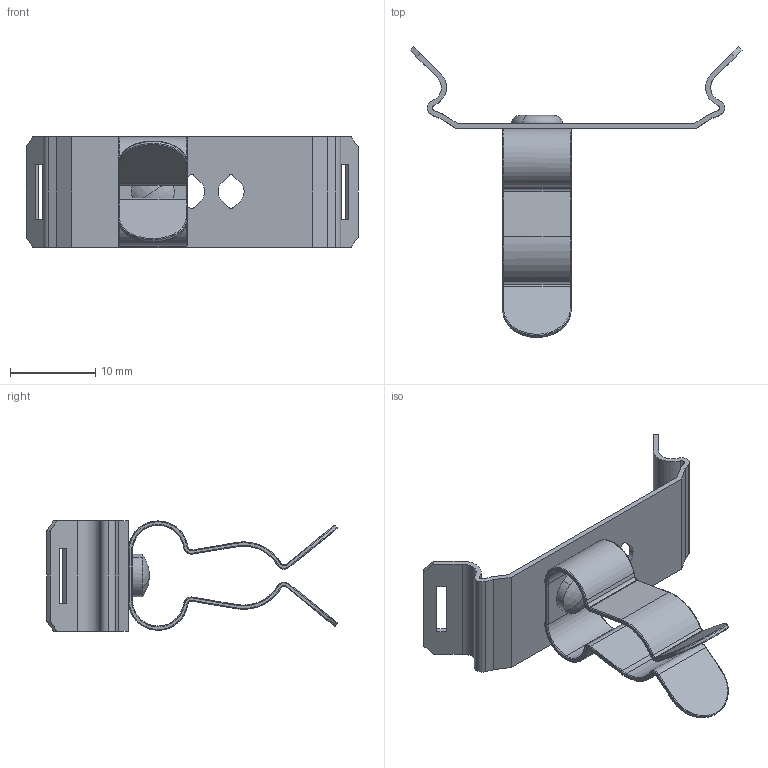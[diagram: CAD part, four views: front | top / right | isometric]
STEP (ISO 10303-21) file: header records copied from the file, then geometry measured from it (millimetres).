
FILE_DESCRIPTION (( 'STEP AP214' ), '1' );
FILE_NAME ('1030-205.STEP', '2024-03-26T12:42:17', ( '' ), ( '' ), 'SwSTEP 2.0', 'SolidWorks 2022', '' );
FILE_SCHEMA (( 'AUTOMOTIVE_DESIGN' ));
Length unit declared in the file: millimetre
Products named in the file (4): 1010-005.; 1030-551; 1030-205; 3x1,5_1mm Blechstärke
Assembly tree (3 placements, depth 2):
  1030-205
    1030-551
    3x1,5_1mm Blechstärke
    1010-005.
Bounding box: 38.84 x 34.01 x 12.92 mm (x, y, z)
Volume: 710.6 mm3; surface area: 2637.1 mm2
Topology: 3 solids, 3 shells, 220 faces, 565 edges, 352 vertices
Faces by surface type: cylinder 89, plane 67, bspline 54, torus 8, sphere 2
Entity records: 8141 total; most frequent: CARTESIAN_POINT 2803, ORIENTED_EDGE 1126, DIRECTION 1069, EDGE_CURVE 563, AXIS2_PLACEMENT_3D 400, VERTEX_POINT 352, LINE 269, VECTOR 269
